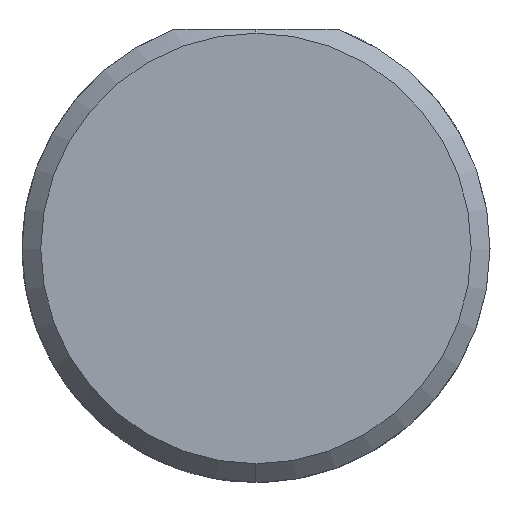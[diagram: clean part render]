
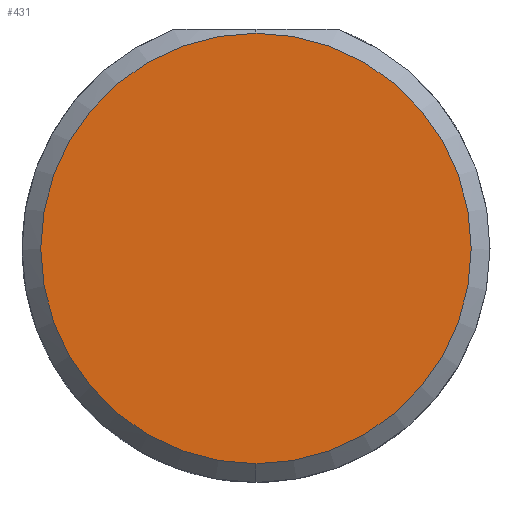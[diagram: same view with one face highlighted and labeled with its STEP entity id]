
A CAD part, left-side view. The second image highlights one B-rep face of the part: STEP entity #431.
In plain terms, the highlighted planar face has unit normal (-1, 0, 0).
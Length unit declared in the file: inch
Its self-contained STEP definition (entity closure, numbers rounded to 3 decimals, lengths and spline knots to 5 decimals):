
#54 = VERTEX_POINT ( 'NONE', #121 ) ;
#60 = EDGE_CURVE ( 'NONE', #175, #54, #579, .T. ) ;
#63 = EDGE_CURVE ( 'NONE', #54, #175, #181, .T. ) ;
#92 = ORIENTED_EDGE ( 'NONE', *, *, #63, .T. ) ;
#121 = CARTESIAN_POINT ( 'NONE',  ( 0., 0., 0.17235 ) ) ;
#122 = ORIENTED_EDGE ( 'NONE', *, *, #60, .T. ) ;
#124 = DIRECTION ( 'NONE',  ( -1., 0., 0. ) ) ;
#126 = CARTESIAN_POINT ( 'NONE',  ( 0., 0., -0.17235 ) ) ;
#175 = VERTEX_POINT ( 'NONE', #126 ) ;
#181 = CIRCLE ( 'NONE', #480, 0.17235 ) ;
#207 = FACE_OUTER_BOUND ( 'NONE', #490, .T. ) ;
#257 = CARTESIAN_POINT ( 'NONE',  ( 0., 0., 0. ) ) ;
#313 = DIRECTION ( 'NONE',  ( 0., 0., 1. ) ) ;
#346 = CARTESIAN_POINT ( 'NONE',  ( 0., 0., 0. ) ) ;
#401 = PLANE ( 'NONE',  #520 ) ;
#404 = AXIS2_PLACEMENT_3D ( 'NONE', #461, #124, #407 ) ;
#407 = DIRECTION ( 'NONE',  ( 0., 0., 1. ) ) ;
#410 = DIRECTION ( 'NONE',  ( -1., 0., 0. ) ) ;
#431 = ADVANCED_FACE ( 'NONE', ( #207 ), #401, .F. ) ;
#461 = CARTESIAN_POINT ( 'NONE',  ( 0., 0., 0. ) ) ;
#480 = AXIS2_PLACEMENT_3D ( 'NONE', #257, #410, #313 ) ;
#490 = EDGE_LOOP ( 'NONE', ( #122, #92 ) ) ;
#520 = AXIS2_PLACEMENT_3D ( 'NONE', #346, #550, #542 ) ;
#542 = DIRECTION ( 'NONE',  ( 0., 0., -1. ) ) ;
#550 = DIRECTION ( 'NONE',  ( 1., 0., 0. ) ) ;
#579 = CIRCLE ( 'NONE', #404, 0.17235 ) ;
